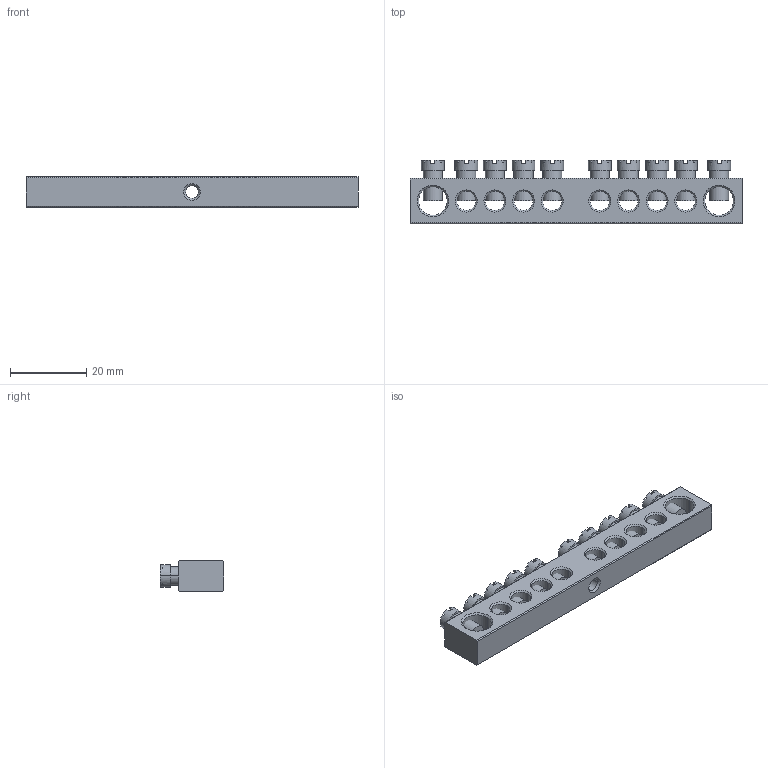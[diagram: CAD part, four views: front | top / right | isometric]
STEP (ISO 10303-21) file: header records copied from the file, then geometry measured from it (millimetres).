
FILE_DESCRIPTION (( 'STEP AP214' ), '1' );
FILE_NAME ('YNN20-10-100 Øèíà PEN çåìëÿ-íîëü 8õ12ìì 10_1 (10ãðóïïû_êðåï ïî öåíòð) ÈÝÊ.STEP', '2016-08-24T13:16:36', ( 'user' ), ( '' ), 'SwSTEP 2.0', 'SolidWorks 2014', '' );
FILE_SCHEMA (( 'AUTOMOTIVE_DESIGN' ));
Length unit declared in the file: millimetre
Products named in the file (3): YNN20-10-100 Øèíà PEN çåìëÿ-íîëü 8õ12ìì 10_1 (10ãðóïïû_êðåï ïî öåíòð) ÈÝÊ; Øèíà ÂõÍ n-1_8å12 10-1; Âèíò_Œ5
Assembly tree (11 placements, depth 2):
  YNN20-10-100 Øèíà PEN çåìëÿ-íîëü 8õ12ìì 10_1 (10ãðóïïû_êðåï ïî öåíòð) ÈÝÊ
    Øèíà ÂõÍ n-1_8å12 10-1
    Âèíò_Œ5  x10
Bounding box: 87 x 16.7 x 8 mm (x, y, z)
Volume: 7925.3 mm3; surface area: 7181.3 mm2
Topology: 11 solids, 11 shells, 516 faces, 1358 edges, 874 vertices
Faces by surface type: plane 350, cone 84, cylinder 82
Entity records: 5732 total; most frequent: CARTESIAN_POINT 1479, DIRECTION 850, ORIENTED_EDGE 768, EDGE_CURVE 384, AXIS2_PLACEMENT_3D 334, VERTEX_POINT 235, EDGE_LOOP 201, VECTOR 182
